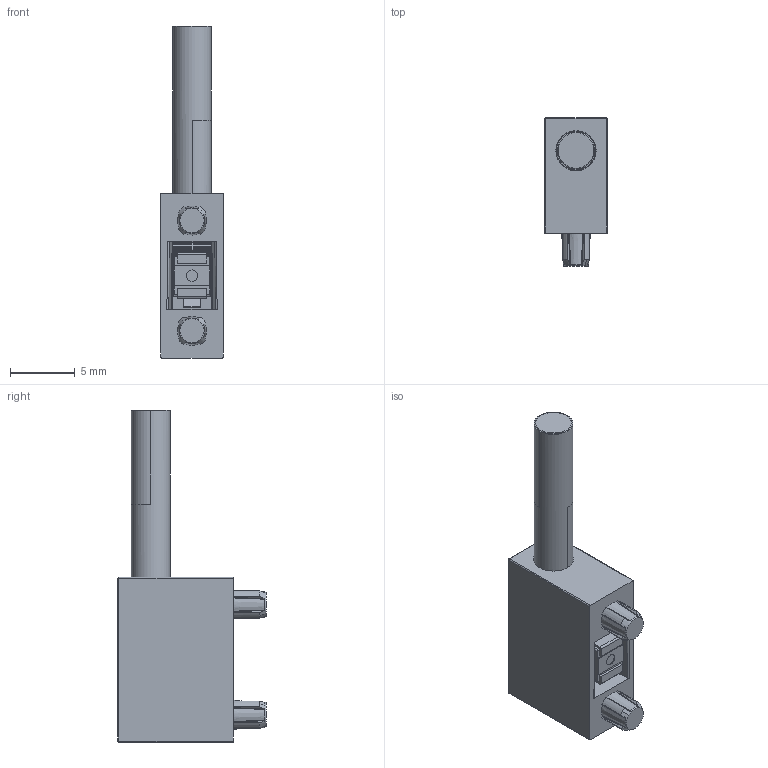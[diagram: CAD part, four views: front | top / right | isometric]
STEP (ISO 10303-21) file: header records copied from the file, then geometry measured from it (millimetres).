
FILE_DESCRIPTION((''),'2;1');
FILE_NAME('51512510590F_SW0001','2022-06-09T09:34:42',('ldichoso'),(''),'CREO PARAMETRIC BY PTC INC, 2021304','CREO PARAMETRIC BY PTC INC, 2021304','');
FILE_SCHEMA(('CONFIG_CONTROL_DESIGN'));
Length unit declared in the file: inch
Products named in the file (1): 51512510590F_SW0001
Bounding box: 4.83 x 11.43 x 25.62 mm (x, y, z)
Volume: 513.4 mm3; surface area: 991.5 mm2
Topology: 2 solids, 2 shells, 325 faces, 932 edges, 610 vertices
Faces by surface type: plane 177, cylinder 112, bspline 16, cone 14, sphere 4, torus 2
Entity records: 11446 total; most frequent: CARTESIAN_POINT 2987, ORIENTED_EDGE 1864, DIRECTION 1665, EDGE_CURVE 932, VERTEX_POINT 610, AXIS2_PLACEMENT_3D 561, VECTOR 543, LINE 543
